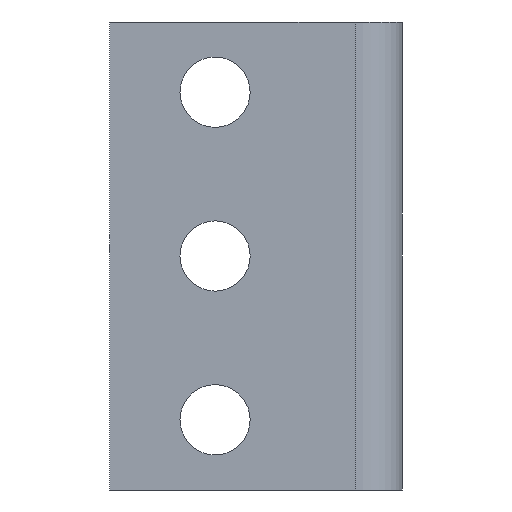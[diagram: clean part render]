
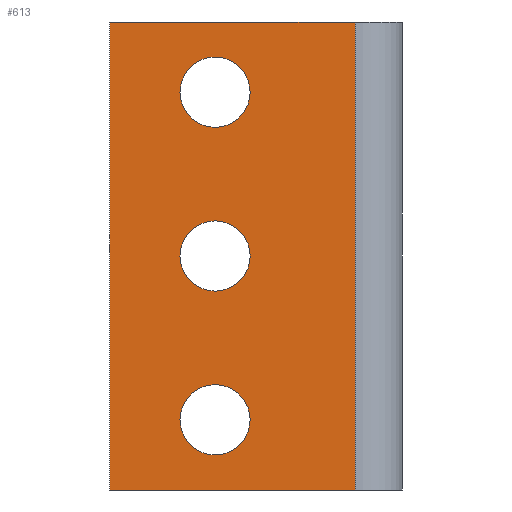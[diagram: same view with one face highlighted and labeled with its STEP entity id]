
A CAD part, front view. The second image highlights one B-rep face of the part: STEP entity #613.
In plain terms, the highlighted planar face has unit normal (0, -1, 0).
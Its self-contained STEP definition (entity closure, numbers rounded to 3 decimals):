
#31=CIRCLE('',#663,4.763);
#37=CIRCLE('',#673,4.763);
#39=CIRCLE('',#676,4.763);
#154=ORIENTED_EDGE('',*,*,#267,.T.);
#155=ORIENTED_EDGE('',*,*,#276,.F.);
#156=ORIENTED_EDGE('',*,*,#257,.F.);
#157=ORIENTED_EDGE('',*,*,#273,.T.);
#158=ORIENTED_EDGE('',*,*,#272,.T.);
#159=ORIENTED_EDGE('',*,*,#270,.T.);
#160=ORIENTED_EDGE('',*,*,#250,.T.);
#250=EDGE_CURVE('',#317,#317,#31,.T.);
#257=EDGE_CURVE('',#323,#324,#379,.T.);
#267=EDGE_CURVE('',#333,#332,#387,.T.);
#270=EDGE_CURVE('',#335,#335,#37,.T.);
#272=EDGE_CURVE('',#337,#337,#39,.T.);
#273=EDGE_CURVE('',#323,#333,#389,.T.);
#276=EDGE_CURVE('',#324,#332,#392,.T.);
#317=VERTEX_POINT('',#958);
#323=VERTEX_POINT('',#972);
#324=VERTEX_POINT('',#974);
#332=VERTEX_POINT('',#992);
#333=VERTEX_POINT('',#994);
#335=VERTEX_POINT('',#1000);
#337=VERTEX_POINT('',#1005);
#379=LINE('',#973,#439);
#387=LINE('',#993,#447);
#389=LINE('',#1007,#449);
#392=LINE('',#1011,#452);
#439=VECTOR('',#797,1000.);
#447=VECTOR('',#811,1000.);
#449=VECTOR('',#827,1000.);
#452=VECTOR('',#832,1000.);
#493=EDGE_LOOP('',(#154,#155,#156,#157));
#494=EDGE_LOOP('',(#158));
#495=EDGE_LOOP('',(#159));
#496=EDGE_LOOP('',(#160));
#545=FACE_BOUND('',#493,.T.);
#546=FACE_BOUND('',#494,.T.);
#547=FACE_BOUND('',#495,.T.);
#548=FACE_BOUND('',#496,.T.);
#578=PLANE('',#679);
#613=ADVANCED_FACE('',(#545,#546,#547,#548),#578,.F.);
#663=AXIS2_PLACEMENT_3D('',#957,#783,#784);
#673=AXIS2_PLACEMENT_3D('',#999,#817,#818);
#676=AXIS2_PLACEMENT_3D('',#1004,#823,#824);
#679=AXIS2_PLACEMENT_3D('',#1012,#833,#834);
#783=DIRECTION('',(0.,1.,0.));
#784=DIRECTION('',(1.,0.,0.));
#797=DIRECTION('',(1.,0.,0.));
#811=DIRECTION('',(1.,0.,0.));
#817=DIRECTION('',(0.,1.,0.));
#818=DIRECTION('',(1.,0.,0.));
#823=DIRECTION('',(0.,1.,0.));
#824=DIRECTION('',(1.,0.,0.));
#827=DIRECTION('',(0.,0.,-1.));
#832=DIRECTION('',(0.,0.,-1.));
#833=DIRECTION('',(0.,1.,0.));
#834=DIRECTION('',(0.,0.,1.));
#957=CARTESIAN_POINT('',(-25.4,-36.513,-22.225));
#958=CARTESIAN_POINT('',(-20.638,-36.513,-22.225));
#972=CARTESIAN_POINT('',(-39.688,-36.513,31.75));
#973=CARTESIAN_POINT('',(-39.688,-36.513,31.75));
#974=CARTESIAN_POINT('',(-6.401,-36.513,31.75));
#992=CARTESIAN_POINT('',(-6.401,-36.513,-31.75));
#993=CARTESIAN_POINT('',(-39.688,-36.513,-31.75));
#994=CARTESIAN_POINT('',(-39.688,-36.513,-31.75));
#999=CARTESIAN_POINT('',(-25.4,-36.513,22.225));
#1000=CARTESIAN_POINT('',(-20.638,-36.513,22.225));
#1004=CARTESIAN_POINT('',(-25.4,-36.513,0.));
#1005=CARTESIAN_POINT('',(-20.638,-36.513,0.));
#1007=CARTESIAN_POINT('',(-39.688,-36.513,31.75));
#1011=CARTESIAN_POINT('',(-6.401,-36.513,31.75));
#1012=CARTESIAN_POINT('',(-39.688,-36.513,31.75));
